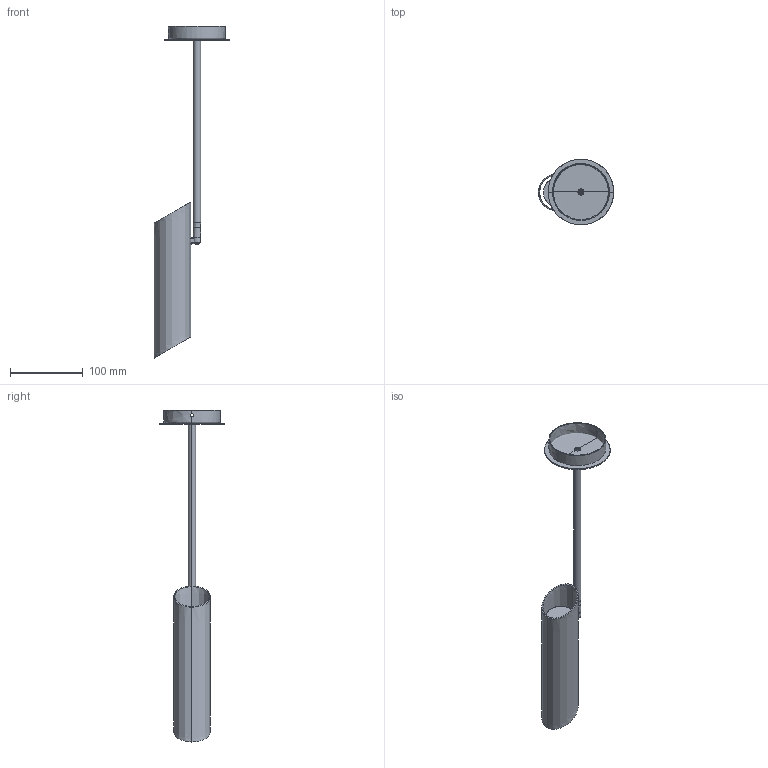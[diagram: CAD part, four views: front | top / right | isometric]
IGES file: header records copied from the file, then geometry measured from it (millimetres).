
Start section: SolidWorks IGES file using analytic representation for surfaces
Global section: file name: LINK Plafon 1L.IGS; native system: SolidWorks 2012; preprocessor: SolidWorks 2012; author: ZairaHolgado; date: 140403.162131; units: millimetre
Bounding box: 103.5 x 90 x 455.43 mm (x, y, z)
Surface area: 107185.4 mm2 (no closed solid volume)
Topology: 0 solids, 0 shells, 118 faces, 2738 edges, 2738 vertices
Faces by surface type: revolution 63, bspline 55
